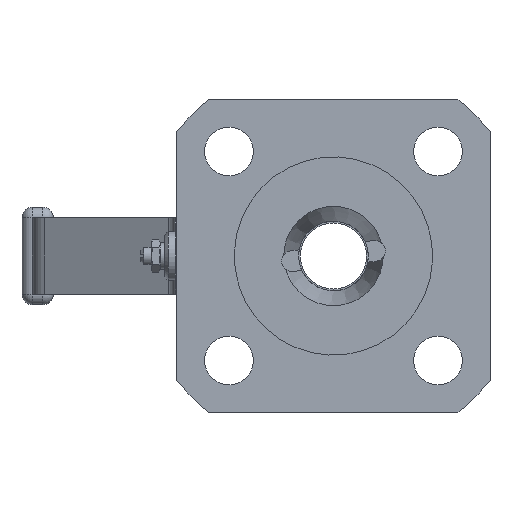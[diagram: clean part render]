
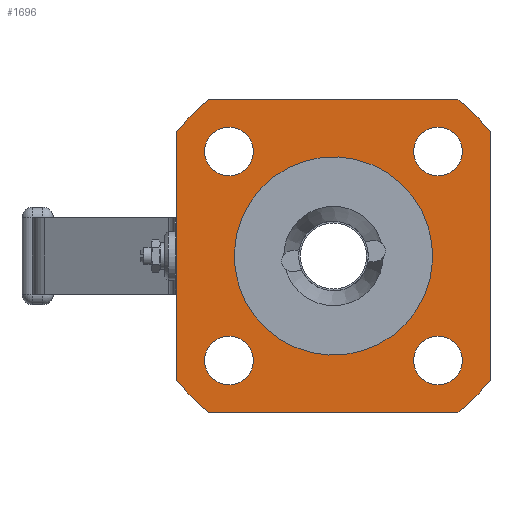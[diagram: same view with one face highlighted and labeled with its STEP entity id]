
A CAD part, left-side view. The second image highlights one B-rep face of the part: STEP entity #1696.
In plain terms, the highlighted planar face has unit normal (-1, 0, 0).
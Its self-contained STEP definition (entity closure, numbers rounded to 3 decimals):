
#1696=ADVANCED_FACE('',(#3363,#3365,#3367,#3369,#3371,#3373),#3375,.T.);
#3363=FACE_BOUND('',#3364,.T.);
#3364=EDGE_LOOP('',(#4438,#4439,#4440,#4441,#4442,#4443,#4444,#4445));
#3365=FACE_BOUND('',#3366,.T.);
#3366=EDGE_LOOP('',(#4446));
#3367=FACE_BOUND('',#3368,.T.);
#3368=EDGE_LOOP('',(#4447));
#3369=FACE_BOUND('',#3370,.T.);
#3370=EDGE_LOOP('',(#4448));
#3371=FACE_BOUND('',#3372,.T.);
#3372=EDGE_LOOP('',(#4449));
#3373=FACE_BOUND('',#3374,.T.);
#3374=EDGE_LOOP('',(#4450));
#3375=PLANE('',#3376);
#3376=AXIS2_PLACEMENT_3D('',#3377,#3378,#3379);
#3377=CARTESIAN_POINT('',(-35.,0.,0.));
#3378=DIRECTION('',(-1.,0.,0.));
#3379=DIRECTION('',(0.,-1.,0.));
#4438=ORIENTED_EDGE('',*,*,#4963,.T.);
#4439=ORIENTED_EDGE('',*,*,#4978,.T.);
#4440=ORIENTED_EDGE('',*,*,#4976,.T.);
#4441=ORIENTED_EDGE('',*,*,#4975,.T.);
#4442=ORIENTED_EDGE('',*,*,#4972,.T.);
#4443=ORIENTED_EDGE('',*,*,#4970,.T.);
#4444=ORIENTED_EDGE('',*,*,#4968,.T.);
#4445=ORIENTED_EDGE('',*,*,#4966,.T.);
#4446=ORIENTED_EDGE('',*,*,#5008,.F.);
#4447=ORIENTED_EDGE('',*,*,#4982,.T.);
#4448=ORIENTED_EDGE('',*,*,#4981,.T.);
#4449=ORIENTED_EDGE('',*,*,#4980,.T.);
#4450=ORIENTED_EDGE('',*,*,#4979,.T.);
#4963=EDGE_CURVE('',#5704,#5705,#5706,.F.);
#4966=EDGE_CURVE('',#5709,#5704,#5710,.T.);
#4968=EDGE_CURVE('',#5712,#5709,#5713,.F.);
#4970=EDGE_CURVE('',#5715,#5712,#5716,.T.);
#4972=EDGE_CURVE('',#5718,#5715,#5719,.F.);
#4975=EDGE_CURVE('',#5721,#5718,#5723,.T.);
#4976=EDGE_CURVE('',#5724,#5721,#5725,.F.);
#4978=EDGE_CURVE('',#5705,#5724,#5727,.T.);
#4979=EDGE_CURVE('',#5728,#5728,#5729,.F.);
#4980=EDGE_CURVE('',#5730,#5730,#5731,.F.);
#4981=EDGE_CURVE('',#5732,#5732,#5733,.F.);
#4982=EDGE_CURVE('',#5734,#5734,#5735,.F.);
#5008=EDGE_CURVE('',#5775,#5775,#5776,.T.);
#5704=VERTEX_POINT('',#7984);
#5705=VERTEX_POINT('',#7985);
#5706=LINE('',#7986,#7987);
#5709=VERTEX_POINT('',#7995);
#5710=CIRCLE('',#7996,57.5);
#5712=VERTEX_POINT('',#8003);
#5713=LINE('',#8004,#8005);
#5715=VERTEX_POINT('',#8010);
#5716=CIRCLE('',#8011,57.5);
#5718=VERTEX_POINT('',#8018);
#5719=LINE('',#8019,#8020);
#5721=VERTEX_POINT('',#8025);
#5723=CIRCLE('',#8029,57.5);
#5724=VERTEX_POINT('',#8033);
#5725=LINE('',#8034,#8035);
#5727=CIRCLE('',#8040,57.5);
#5728=VERTEX_POINT('',#8044);
#5729=CIRCLE('',#8045,7.);
#5730=VERTEX_POINT('',#8049);
#5731=CIRCLE('',#8050,7.);
#5732=VERTEX_POINT('',#8054);
#5733=CIRCLE('',#8055,7.);
#5734=VERTEX_POINT('',#8059);
#5735=CIRCLE('',#8060,7.);
#5775=VERTEX_POINT('',#8163);
#5776=CIRCLE('',#8164,28.5);
#7984=CARTESIAN_POINT('',(-35.,-45.,-35.795));
#7985=CARTESIAN_POINT('',(-35.,-45.,35.795));
#7986=CARTESIAN_POINT('',(-35.,-45.,35.795));
#7987=VECTOR('',#7988,1.);
#7988=DIRECTION('',(0.,0.,-1.));
#7995=CARTESIAN_POINT('',(-35.,-35.795,-45.));
#7996=AXIS2_PLACEMENT_3D('',#7997,#7998,#7999);
#7997=CARTESIAN_POINT('',(-35.,0.,0.));
#7998=DIRECTION('',(-1.,0.,0.));
#7999=DIRECTION('',(0.,-0.623,-0.783));
#8003=CARTESIAN_POINT('',(-35.,35.795,-45.));
#8004=CARTESIAN_POINT('',(-35.,-35.795,-45.));
#8005=VECTOR('',#8006,1.);
#8006=DIRECTION('',(0.,1.,0.));
#8010=CARTESIAN_POINT('',(-35.,45.,-35.795));
#8011=AXIS2_PLACEMENT_3D('',#8012,#8013,#8014);
#8012=CARTESIAN_POINT('',(-35.,0.,0.));
#8013=DIRECTION('',(-1.,0.,0.));
#8014=DIRECTION('',(0.,0.783,-0.623));
#8018=CARTESIAN_POINT('',(-35.,45.,35.795));
#8019=CARTESIAN_POINT('',(-35.,45.,-35.795));
#8020=VECTOR('',#8021,1.);
#8021=DIRECTION('',(0.,0.,1.));
#8025=CARTESIAN_POINT('',(-35.,35.795,45.));
#8029=AXIS2_PLACEMENT_3D('',#8030,#8031,#8032);
#8030=CARTESIAN_POINT('',(-35.,0.,0.));
#8031=DIRECTION('',(-1.,0.,0.));
#8032=DIRECTION('',(0.,0.623,0.783));
#8033=CARTESIAN_POINT('',(-35.,-35.795,45.));
#8034=CARTESIAN_POINT('',(-35.,35.795,45.));
#8035=VECTOR('',#8036,1.);
#8036=DIRECTION('',(0.,-1.,0.));
#8040=AXIS2_PLACEMENT_3D('',#8041,#8042,#8043);
#8041=CARTESIAN_POINT('',(-35.,0.,0.));
#8042=DIRECTION('',(-1.,0.,0.));
#8043=DIRECTION('',(0.,-0.783,0.623));
#8044=CARTESIAN_POINT('',(-35.,-30.052,-37.052));
#8045=AXIS2_PLACEMENT_3D('',#8046,#8047,#8048);
#8046=CARTESIAN_POINT('',(-35.,-30.052,-30.052));
#8047=DIRECTION('',(-1.,0.,0.));
#8048=DIRECTION('',(0.,0.,-1.));
#8049=CARTESIAN_POINT('',(-35.,-30.052,23.052));
#8050=AXIS2_PLACEMENT_3D('',#8051,#8052,#8053);
#8051=CARTESIAN_POINT('',(-35.,-30.052,30.052));
#8052=DIRECTION('',(-1.,0.,0.));
#8053=DIRECTION('',(0.,0.,-1.));
#8054=CARTESIAN_POINT('',(-35.,30.052,23.052));
#8055=AXIS2_PLACEMENT_3D('',#8056,#8057,#8058);
#8056=CARTESIAN_POINT('',(-35.,30.052,30.052));
#8057=DIRECTION('',(-1.,0.,0.));
#8058=DIRECTION('',(0.,0.,-1.));
#8059=CARTESIAN_POINT('',(-35.,30.052,-37.052));
#8060=AXIS2_PLACEMENT_3D('',#8061,#8062,#8063);
#8061=CARTESIAN_POINT('',(-35.,30.052,-30.052));
#8062=DIRECTION('',(-1.,0.,0.));
#8063=DIRECTION('',(0.,0.,-1.));
#8163=CARTESIAN_POINT('',(-35.,28.28,-3.532));
#8164=AXIS2_PLACEMENT_3D('',#8165,#8166,#8167);
#8165=CARTESIAN_POINT('',(-35.,0.,0.));
#8166=DIRECTION('',(-1.,0.,0.));
#8167=DIRECTION('',(0.,0.992,-0.124));
